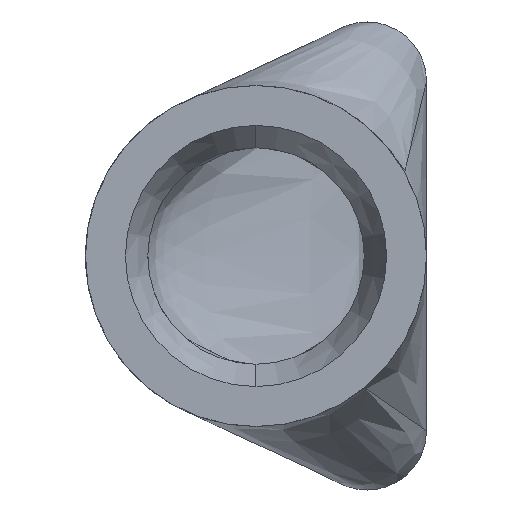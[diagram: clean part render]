
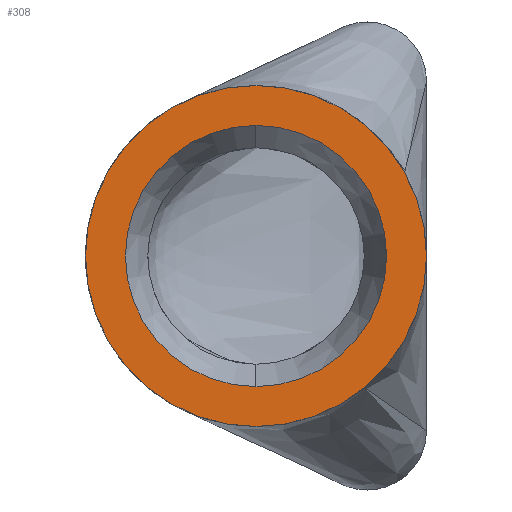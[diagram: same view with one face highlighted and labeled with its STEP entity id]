
A CAD part, left-side view. The second image highlights one B-rep face of the part: STEP entity #308.
In plain terms, the highlighted planar face has unit normal (-1, 0, 0).
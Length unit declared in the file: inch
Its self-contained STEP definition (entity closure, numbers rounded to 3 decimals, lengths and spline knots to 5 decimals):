
#36 = EDGE_CURVE ( 'NONE', #248, #754, #991, .T. ) ;
#42 = EDGE_LOOP ( 'NONE', ( #561, #766 ) ) ;
#91 = AXIS2_PLACEMENT_3D ( 'NONE', #475, #849, #862 ) ;
#137 = FACE_BOUND ( 'NONE', #352, .T. ) ;
#248 = VERTEX_POINT ( 'NONE', #1140 ) ;
#264 = AXIS2_PLACEMENT_3D ( 'NONE', #469, #538, #1004 ) ;
#287 = DIRECTION ( 'NONE',  ( 0., 0., 1. ) ) ;
#308 = ADVANCED_FACE ( 'NONE', ( #137, #591 ), #324, .T. ) ;
#324 = PLANE ( 'NONE',  #91 ) ;
#332 = CARTESIAN_POINT ( 'NONE',  ( 0., 0.427, 0. ) ) ;
#334 = ORIENTED_EDGE ( 'NONE', *, *, #566, .T. ) ;
#352 = EDGE_LOOP ( 'NONE', ( #961, #334 ) ) ;
#361 = DIRECTION ( 'NONE',  ( 1., 0., 0. ) ) ;
#434 = CIRCLE ( 'NONE', #264, 0.32696 ) ;
#438 = EDGE_CURVE ( 'NONE', #754, #248, #788, .T. ) ;
#450 = CARTESIAN_POINT ( 'NONE',  ( 0., 0.427, 0. ) ) ;
#469 = CARTESIAN_POINT ( 'NONE',  ( 0., 0.427, 0. ) ) ;
#475 = CARTESIAN_POINT ( 'NONE',  ( 0., 0., 0. ) ) ;
#511 = AXIS2_PLACEMENT_3D ( 'NONE', #450, #361, #998 ) ;
#515 = DIRECTION ( 'NONE',  ( -1., 0., 0. ) ) ;
#538 = DIRECTION ( 'NONE',  ( 1., 0., 0. ) ) ;
#561 = ORIENTED_EDGE ( 'NONE', *, *, #36, .T. ) ;
#566 = EDGE_CURVE ( 'NONE', #1062, #985, #434, .T. ) ;
#591 = FACE_OUTER_BOUND ( 'NONE', #42, .T. ) ;
#622 = EDGE_CURVE ( 'NONE', #985, #1062, #1023, .T. ) ;
#627 = AXIS2_PLACEMENT_3D ( 'NONE', #332, #825, #287 ) ;
#686 = CARTESIAN_POINT ( 'NONE',  ( 0., 0.427, 0.32696 ) ) ;
#707 = DIRECTION ( 'NONE',  ( 0., 0., 1. ) ) ;
#714 = CARTESIAN_POINT ( 'NONE',  ( 0., 0.427, 0. ) ) ;
#754 = VERTEX_POINT ( 'NONE', #941 ) ;
#766 = ORIENTED_EDGE ( 'NONE', *, *, #438, .T. ) ;
#788 = CIRCLE ( 'NONE', #1051, 0.427 ) ;
#825 = DIRECTION ( 'NONE',  ( -1., 0., 0. ) ) ;
#849 = DIRECTION ( 'NONE',  ( -1., 0., 0. ) ) ;
#862 = DIRECTION ( 'NONE',  ( 0., 0., 1. ) ) ;
#941 = CARTESIAN_POINT ( 'NONE',  ( 0., 0.427, -0.427 ) ) ;
#961 = ORIENTED_EDGE ( 'NONE', *, *, #622, .T. ) ;
#985 = VERTEX_POINT ( 'NONE', #686 ) ;
#991 = CIRCLE ( 'NONE', #627, 0.427 ) ;
#998 = DIRECTION ( 'NONE',  ( 0., 0., 1. ) ) ;
#1004 = DIRECTION ( 'NONE',  ( 0., 0., 1. ) ) ;
#1023 = CIRCLE ( 'NONE', #511, 0.32696 ) ;
#1046 = CARTESIAN_POINT ( 'NONE',  ( 0., 0.427, -0.32696 ) ) ;
#1051 = AXIS2_PLACEMENT_3D ( 'NONE', #714, #515, #707 ) ;
#1062 = VERTEX_POINT ( 'NONE', #1046 ) ;
#1140 = CARTESIAN_POINT ( 'NONE',  ( 0., 0.427, 0.427 ) ) ;
